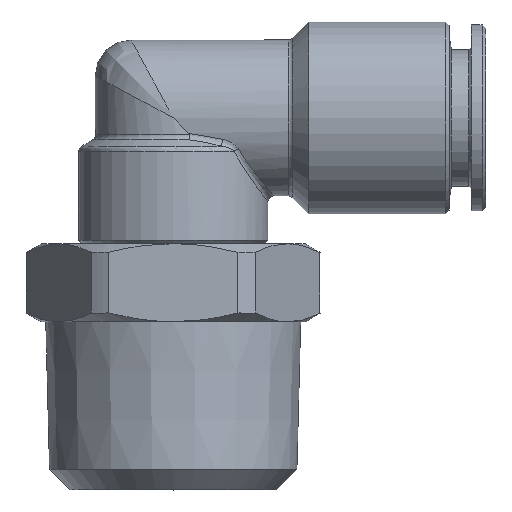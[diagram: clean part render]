
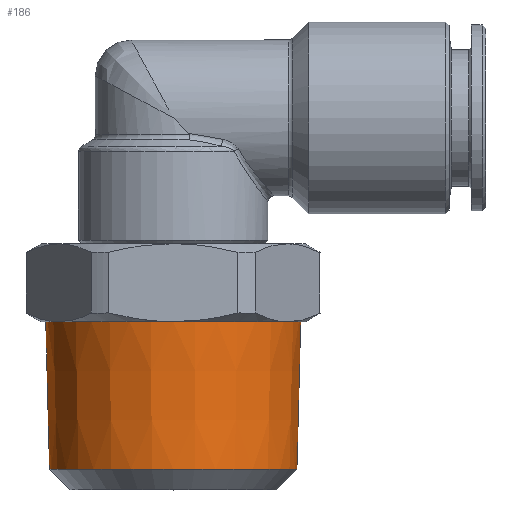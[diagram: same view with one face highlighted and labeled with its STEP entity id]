
A CAD part, top view. The second image highlights one B-rep face of the part: STEP entity #186.
In plain terms, the highlighted conical face has half-angle 1.47 degrees and reference radius 10.626 mm.
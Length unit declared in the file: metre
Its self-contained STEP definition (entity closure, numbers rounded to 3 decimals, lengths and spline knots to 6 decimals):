
#186 = ADVANCED_FACE( 'NONE', ( #402, #403 ), #404, .T. );
#402 = FACE_OUTER_BOUND( '', #816, .T. );
#403 = FACE_BOUND( '', #817, .T. );
#404 = CONICAL_SURFACE( '', #818, 0.010626, 0.026 );
#816 = EDGE_LOOP( '', ( #1332 ) );
#817 = EDGE_LOOP( '', ( #1333 ) );
#818 = AXIS2_PLACEMENT_3D( '', #1334, #1335, #1336 );
#1332 = ORIENTED_EDGE( '', *, *, #1514, .T. );
#1333 = ORIENTED_EDGE( '', *, *, #1594, .F. );
#1334 = CARTESIAN_POINT( '', ( 0., -0.017, 0. ) );
#1335 = DIRECTION( '', ( 0., 1., 0. ) );
#1336 = DIRECTION( '', ( -1., 0., 0. ) );
#1514 = EDGE_CURVE( 'NONE', #1745, #1745, #1746, .T. );
#1594 = EDGE_CURVE( 'NONE', #1852, #1852, #1853, .T. );
#1745 = VERTEX_POINT( '', #2295 );
#1746 = CIRCLE( '', #2296, 0.010626 );
#1852 = VERTEX_POINT( '', #2490 );
#1853 = CIRCLE( '', #2491, 0.010311 );
#2295 = CARTESIAN_POINT( '', ( 0.010626, -0.017, 0. ) );
#2296 = AXIS2_PLACEMENT_3D( '', #2615, #2616, #2617 );
#2490 = CARTESIAN_POINT( '', ( 0.010311, -0.0293, 0. ) );
#2491 = AXIS2_PLACEMENT_3D( '', #2698, #2699, #2700 );
#2615 = CARTESIAN_POINT( '', ( 0., -0.017, 0. ) );
#2616 = DIRECTION( '', ( 0., -1., 0. ) );
#2617 = DIRECTION( '', ( 1., 0., 0. ) );
#2698 = CARTESIAN_POINT( '', ( 0., -0.0293, 0. ) );
#2699 = DIRECTION( '', ( 0., -1., 0. ) );
#2700 = DIRECTION( '', ( 1., 0., 0. ) );
